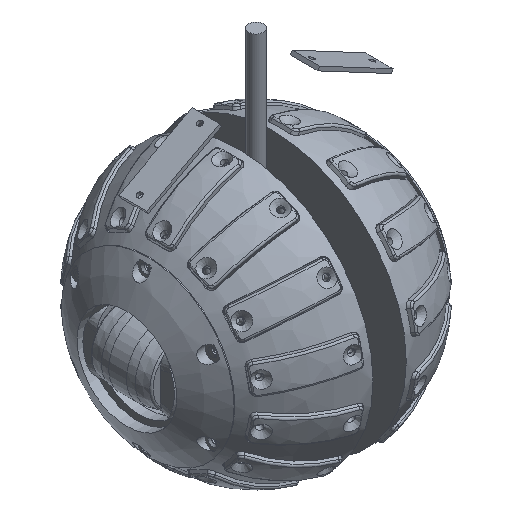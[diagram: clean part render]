
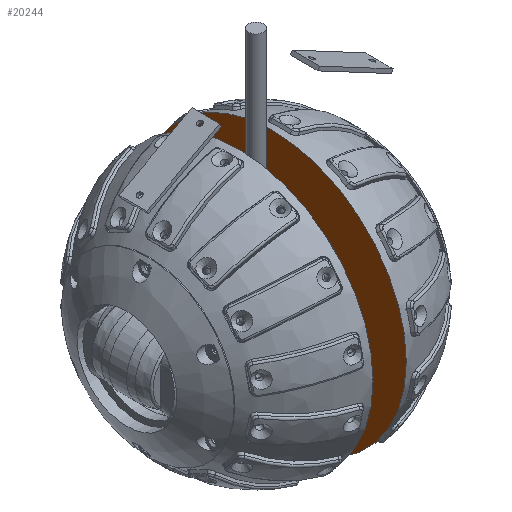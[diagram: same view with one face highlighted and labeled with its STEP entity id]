
A CAD part, isometric view. The second image highlights one B-rep face of the part: STEP entity #20244.
In plain terms, the highlighted face is planar.
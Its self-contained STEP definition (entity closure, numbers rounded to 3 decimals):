
#1346=FACE_BOUND('',#4250,.T.);
#1773=PLANE('',#22419);
#2838=FACE_OUTER_BOUND('',#4249,.T.);
#4249=EDGE_LOOP('',(#17631));
#4250=EDGE_LOOP('',(#17632));
#7482=CIRCLE('',#22062,72.443);
#7655=CIRCLE('',#22416,40.35);
#9172=VERTEX_POINT('',#47770);
#9450=VERTEX_POINT('',#49340);
#11819=EDGE_CURVE('',#9172,#9172,#7482,.F.);
#12234=EDGE_CURVE('',#9450,#9450,#7655,.T.);
#17631=ORIENTED_EDGE('',*,*,#11819,.F.);
#17632=ORIENTED_EDGE('',*,*,#12234,.F.);
#20244=ADVANCED_FACE('',(#2838,#1346),#1773,.F.);
#22062=AXIS2_PLACEMENT_3D('',#47771,#26549,#26550);
#22416=AXIS2_PLACEMENT_3D('',#49341,#27443,#27444);
#22419=AXIS2_PLACEMENT_3D('',#49346,#27450,#27451);
#26549=DIRECTION('center_axis',(1.,0.,0.));
#26550=DIRECTION('ref_axis',(0.,0.,-1.));
#27443=DIRECTION('center_axis',(1.,0.,0.));
#27444=DIRECTION('ref_axis',(0.,-1.,0.));
#27450=DIRECTION('center_axis',(-1.,0.,0.));
#27451=DIRECTION('ref_axis',(0.,0.,1.));
#47770=CARTESIAN_POINT('',(-9.,72.443,0.));
#47771=CARTESIAN_POINT('Origin',(-9.,0.,0.));
#49340=CARTESIAN_POINT('',(-9.,40.35,0.));
#49341=CARTESIAN_POINT('Origin',(-9.,0.,0.));
#49346=CARTESIAN_POINT('Origin',(-9.,0.,0.));
